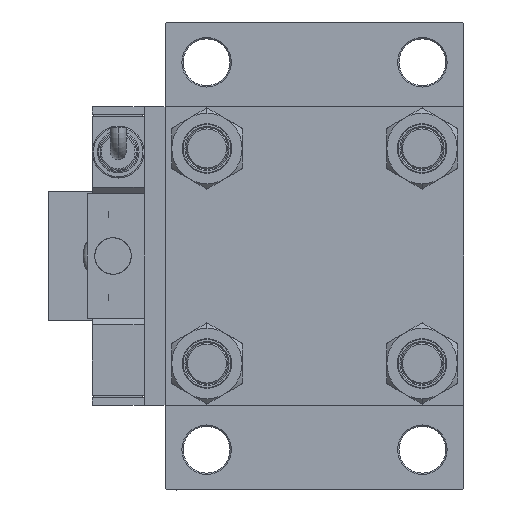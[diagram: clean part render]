
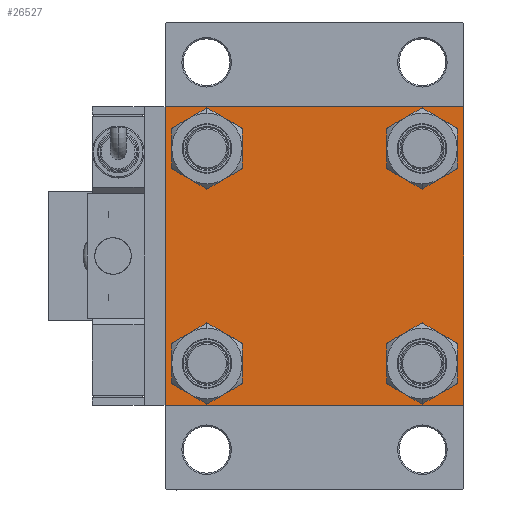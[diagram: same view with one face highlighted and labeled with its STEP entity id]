
A CAD part, left-side view. The second image highlights one B-rep face of the part: STEP entity #26527.
In plain terms, the highlighted planar face has unit normal (-1, 0, 0).
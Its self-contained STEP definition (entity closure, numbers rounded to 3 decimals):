
#85 = DIRECTION ( 'NONE',  ( 1., 0., 0. ) ) ;
#497 = CIRCLE ( 'NONE', #39807, 8.5 ) ;
#579 = ORIENTED_EDGE ( 'NONE', *, *, #46056, .T. ) ;
#744 = VECTOR ( 'NONE', #20755, 1000. ) ;
#826 = FACE_BOUND ( 'NONE', #21659, .T. ) ;
#1375 = FACE_BOUND ( 'NONE', #37851, .T. ) ;
#2037 = VERTEX_POINT ( 'NONE', #9339 ) ;
#2457 = VERTEX_POINT ( 'NONE', #21229 ) ;
#2571 = LINE ( 'NONE', #35142, #21607 ) ;
#2992 = CIRCLE ( 'NONE', #47515, 8.5 ) ;
#3148 = DIRECTION ( 'NONE',  ( 1., 0., 0. ) ) ;
#3634 = VERTEX_POINT ( 'NONE', #30217 ) ;
#3728 = CARTESIAN_POINT ( 'NONE',  ( 0., 57.5, 57.5 ) ) ;
#4204 = CIRCLE ( 'NONE', #16411, 8.5 ) ;
#4355 = AXIS2_PLACEMENT_3D ( 'NONE', #35001, #51661, #10095 ) ;
#5054 = ORIENTED_EDGE ( 'NONE', *, *, #31235, .T. ) ;
#5106 = DIRECTION ( 'NONE',  ( 1., 0., 0. ) ) ;
#6240 = VERTEX_POINT ( 'NONE', #42691 ) ;
#6250 = CARTESIAN_POINT ( 'NONE',  ( 0., -57.5, 57. ) ) ;
#7984 = CARTESIAN_POINT ( 'NONE',  ( 0., 57.5, 57. ) ) ;
#9339 = CARTESIAN_POINT ( 'NONE',  ( 0., 57., 57.5 ) ) ;
#9506 = DIRECTION ( 'NONE',  ( 0., -1., 0. ) ) ;
#9997 = CARTESIAN_POINT ( 'NONE',  ( 0., 41.35, -41.35 ) ) ;
#10009 = ORIENTED_EDGE ( 'NONE', *, *, #38577, .T. ) ;
#10095 = DIRECTION ( 'NONE',  ( 0., 0., 1. ) ) ;
#10648 = EDGE_CURVE ( 'NONE', #41481, #50880, #29815, .T. ) ;
#10673 = CIRCLE ( 'NONE', #39509, 8.5 ) ;
#10844 = VECTOR ( 'NONE', #46021, 1000. ) ;
#11539 = VECTOR ( 'NONE', #26187, 1000. ) ;
#12337 = AXIS2_PLACEMENT_3D ( 'NONE', #9997, #42825, #14898 ) ;
#12343 = AXIS2_PLACEMENT_3D ( 'NONE', #37282, #85, #29346 ) ;
#12774 = ORIENTED_EDGE ( 'NONE', *, *, #40658, .T. ) ;
#13378 = VECTOR ( 'NONE', #18632, 1000. ) ;
#13468 = CARTESIAN_POINT ( 'NONE',  ( 0., -57.5, -57. ) ) ;
#13619 = CARTESIAN_POINT ( 'NONE',  ( 0., 57.5, -57.5 ) ) ;
#13802 = ORIENTED_EDGE ( 'NONE', *, *, #36098, .T. ) ;
#13873 = LINE ( 'NONE', #18244, #11539 ) ;
#13931 = FACE_BOUND ( 'NONE', #44019, .T. ) ;
#14471 = PLANE ( 'NONE',  #4355 ) ;
#14898 = DIRECTION ( 'NONE',  ( 0., 0., 1. ) ) ;
#15115 = EDGE_CURVE ( 'NONE', #21077, #19014, #29290, .T. ) ;
#15352 = DIRECTION ( 'NONE',  ( 1., 0., 0. ) ) ;
#15398 = VERTEX_POINT ( 'NONE', #32800 ) ;
#15409 = EDGE_CURVE ( 'NONE', #21077, #50700, #13873, .T. ) ;
#15555 = VERTEX_POINT ( 'NONE', #48303 ) ;
#16411 = AXIS2_PLACEMENT_3D ( 'NONE', #16639, #19941, #20214 ) ;
#16639 = CARTESIAN_POINT ( 'NONE',  ( 0., -41.35, 41.35 ) ) ;
#16744 = VECTOR ( 'NONE', #50045, 1000. ) ;
#17046 = ORIENTED_EDGE ( 'NONE', *, *, #20145, .T. ) ;
#17413 = CARTESIAN_POINT ( 'NONE',  ( 0., 57., -57.5 ) ) ;
#17681 = DIRECTION ( 'NONE',  ( 0., 0., 1. ) ) ;
#18061 = DIRECTION ( 'NONE',  ( 1., 0., 0. ) ) ;
#18244 = CARTESIAN_POINT ( 'NONE',  ( 0., -57.5, 57.5 ) ) ;
#18325 = CARTESIAN_POINT ( 'NONE',  ( 0., -41.35, 41.35 ) ) ;
#18632 = DIRECTION ( 'NONE',  ( 0., -0.707, 0.707 ) ) ;
#19014 = VERTEX_POINT ( 'NONE', #22831 ) ;
#19941 = DIRECTION ( 'NONE',  ( 1., 0., 0. ) ) ;
#20145 = EDGE_CURVE ( 'NONE', #6240, #50267, #25523, .T. ) ;
#20214 = DIRECTION ( 'NONE',  ( 0., 0., 1. ) ) ;
#20755 = DIRECTION ( 'NONE',  ( 0., 0.707, -0.707 ) ) ;
#21077 = VERTEX_POINT ( 'NONE', #6250 ) ;
#21229 = CARTESIAN_POINT ( 'NONE',  ( 0., -41.35, 49.85 ) ) ;
#21336 = EDGE_CURVE ( 'NONE', #49858, #6240, #2571, .T. ) ;
#21339 = FACE_BOUND ( 'NONE', #35934, .T. ) ;
#21607 = VECTOR ( 'NONE', #52604, 1000. ) ;
#21659 = EDGE_LOOP ( 'NONE', ( #5054, #25074 ) ) ;
#22696 = DIRECTION ( 'NONE',  ( 0., 0., 1. ) ) ;
#22831 = CARTESIAN_POINT ( 'NONE',  ( 0., -57., 57.5 ) ) ;
#22855 = CARTESIAN_POINT ( 'NONE',  ( 0., 41.35, 41.35 ) ) ;
#22966 = DIRECTION ( 'NONE',  ( 0., 0., 1. ) ) ;
#23355 = ORIENTED_EDGE ( 'NONE', *, *, #32662, .F. ) ;
#23704 = VECTOR ( 'NONE', #49641, 1000. ) ;
#23838 = CARTESIAN_POINT ( 'NONE',  ( 0., 41.35, -41.35 ) ) ;
#23942 = CIRCLE ( 'NONE', #40558, 8.5 ) ;
#24962 = EDGE_LOOP ( 'NONE', ( #35365, #17046, #12774, #13802, #40983, #27989, #23355, #49854 ) ) ;
#25074 = ORIENTED_EDGE ( 'NONE', *, *, #52987, .T. ) ;
#25317 = CARTESIAN_POINT ( 'NONE',  ( 0., 41.35, 49.85 ) ) ;
#25523 = LINE ( 'NONE', #41926, #10844 ) ;
#26187 = DIRECTION ( 'NONE',  ( 0., 0., -1. ) ) ;
#26306 = CARTESIAN_POINT ( 'NONE',  ( 0., 41.35, -32.85 ) ) ;
#26478 = LINE ( 'NONE', #13619, #29271 ) ;
#26527 = ADVANCED_FACE ( 'NONE', ( #21339, #1375, #13931, #826, #51933 ), #14471, .T. ) ;
#27069 = DIRECTION ( 'NONE',  ( 1., 0., 0. ) ) ;
#27989 = ORIENTED_EDGE ( 'NONE', *, *, #15115, .T. ) ;
#28269 = VERTEX_POINT ( 'NONE', #29648 ) ;
#28344 = LINE ( 'NONE', #3728, #23704 ) ;
#29271 = VECTOR ( 'NONE', #9506, 1000. ) ;
#29290 = LINE ( 'NONE', #42124, #16744 ) ;
#29346 = DIRECTION ( 'NONE',  ( 0., 0., 1. ) ) ;
#29648 = CARTESIAN_POINT ( 'NONE',  ( 0., -41.35, -49.85 ) ) ;
#29815 = CIRCLE ( 'NONE', #12337, 8.5 ) ;
#30217 = CARTESIAN_POINT ( 'NONE',  ( 0., 41.35, 32.85 ) ) ;
#31235 = EDGE_CURVE ( 'NONE', #32774, #3634, #10673, .T. ) ;
#32662 = EDGE_CURVE ( 'NONE', #2037, #19014, #28344, .T. ) ;
#32774 = VERTEX_POINT ( 'NONE', #25317 ) ;
#32800 = CARTESIAN_POINT ( 'NONE',  ( 0., -41.35, -32.85 ) ) ;
#33640 = LINE ( 'NONE', #45364, #744 ) ;
#33965 = VERTEX_POINT ( 'NONE', #47981 ) ;
#35001 = CARTESIAN_POINT ( 'NONE',  ( 0., 0., 0. ) ) ;
#35142 = CARTESIAN_POINT ( 'NONE',  ( 0., 57.5, 57.5 ) ) ;
#35293 = CARTESIAN_POINT ( 'NONE',  ( 0., -41.35, -41.35 ) ) ;
#35329 = CARTESIAN_POINT ( 'NONE',  ( 0., -57.25, -57.25 ) ) ;
#35365 = ORIENTED_EDGE ( 'NONE', *, *, #21336, .T. ) ;
#35934 = EDGE_LOOP ( 'NONE', ( #38642, #38973 ) ) ;
#36098 = EDGE_CURVE ( 'NONE', #33965, #50700, #52248, .T. ) ;
#37069 = DIRECTION ( 'NONE',  ( 0., 0., 1. ) ) ;
#37282 = CARTESIAN_POINT ( 'NONE',  ( 0., 41.35, 41.35 ) ) ;
#37851 = EDGE_LOOP ( 'NONE', ( #579, #43805 ) ) ;
#38577 = EDGE_CURVE ( 'NONE', #50880, #41481, #2992, .T. ) ;
#38642 = ORIENTED_EDGE ( 'NONE', *, *, #41390, .T. ) ;
#38950 = EDGE_CURVE ( 'NONE', #28269, #15398, #23942, .T. ) ;
#38973 = ORIENTED_EDGE ( 'NONE', *, *, #44427, .T. ) ;
#39509 = AXIS2_PLACEMENT_3D ( 'NONE', #22855, #5106, #17681 ) ;
#39807 = AXIS2_PLACEMENT_3D ( 'NONE', #18325, #18061, #22696 ) ;
#40263 = DIRECTION ( 'NONE',  ( 0., 0., 1. ) ) ;
#40558 = AXIS2_PLACEMENT_3D ( 'NONE', #35293, #27069, #22966 ) ;
#40658 = EDGE_CURVE ( 'NONE', #50267, #33965, #26478, .T. ) ;
#40983 = ORIENTED_EDGE ( 'NONE', *, *, #15409, .F. ) ;
#41390 = EDGE_CURVE ( 'NONE', #2457, #15555, #497, .T. ) ;
#41481 = VERTEX_POINT ( 'NONE', #44833 ) ;
#41926 = CARTESIAN_POINT ( 'NONE',  ( 0., 57.25, -57.25 ) ) ;
#42124 = CARTESIAN_POINT ( 'NONE',  ( 0., -57.25, 57.25 ) ) ;
#42691 = CARTESIAN_POINT ( 'NONE',  ( 0., 57.5, -57. ) ) ;
#42825 = DIRECTION ( 'NONE',  ( 1., 0., 0. ) ) ;
#43805 = ORIENTED_EDGE ( 'NONE', *, *, #38950, .T. ) ;
#44019 = EDGE_LOOP ( 'NONE', ( #10009, #53728 ) ) ;
#44393 = EDGE_CURVE ( 'NONE', #2037, #49858, #33640, .T. ) ;
#44427 = EDGE_CURVE ( 'NONE', #15555, #2457, #4204, .T. ) ;
#44434 = CIRCLE ( 'NONE', #50563, 8.5 ) ;
#44833 = CARTESIAN_POINT ( 'NONE',  ( 0., 41.35, -49.85 ) ) ;
#45364 = CARTESIAN_POINT ( 'NONE',  ( 0., 57.25, 57.25 ) ) ;
#46021 = DIRECTION ( 'NONE',  ( 0., -0.707, -0.707 ) ) ;
#46056 = EDGE_CURVE ( 'NONE', #15398, #28269, #44434, .T. ) ;
#47199 = CIRCLE ( 'NONE', #12343, 8.5 ) ;
#47515 = AXIS2_PLACEMENT_3D ( 'NONE', #23838, #15352, #40263 ) ;
#47981 = CARTESIAN_POINT ( 'NONE',  ( 0., -57., -57.5 ) ) ;
#48303 = CARTESIAN_POINT ( 'NONE',  ( 0., -41.35, 32.85 ) ) ;
#49641 = DIRECTION ( 'NONE',  ( 0., -1., 0. ) ) ;
#49854 = ORIENTED_EDGE ( 'NONE', *, *, #44393, .T. ) ;
#49858 = VERTEX_POINT ( 'NONE', #7984 ) ;
#50045 = DIRECTION ( 'NONE',  ( 0., 0.707, 0.707 ) ) ;
#50267 = VERTEX_POINT ( 'NONE', #17413 ) ;
#50563 = AXIS2_PLACEMENT_3D ( 'NONE', #53441, #3148, #37069 ) ;
#50700 = VERTEX_POINT ( 'NONE', #13468 ) ;
#50880 = VERTEX_POINT ( 'NONE', #26306 ) ;
#51661 = DIRECTION ( 'NONE',  ( -1., 0., 0. ) ) ;
#51933 = FACE_OUTER_BOUND ( 'NONE', #24962, .T. ) ;
#52248 = LINE ( 'NONE', #35329, #13378 ) ;
#52604 = DIRECTION ( 'NONE',  ( 0., 0., -1. ) ) ;
#52987 = EDGE_CURVE ( 'NONE', #3634, #32774, #47199, .T. ) ;
#53441 = CARTESIAN_POINT ( 'NONE',  ( 0., -41.35, -41.35 ) ) ;
#53728 = ORIENTED_EDGE ( 'NONE', *, *, #10648, .T. ) ;
